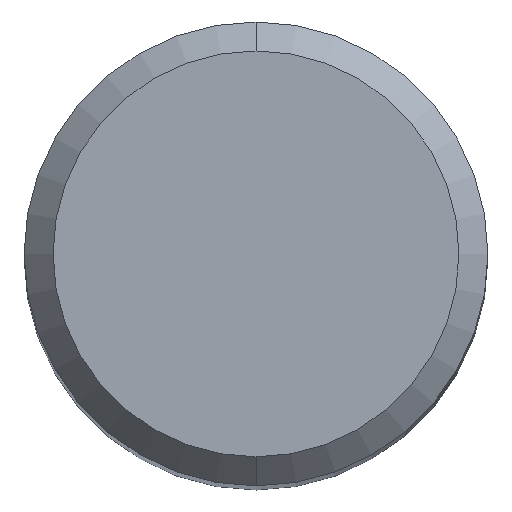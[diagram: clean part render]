
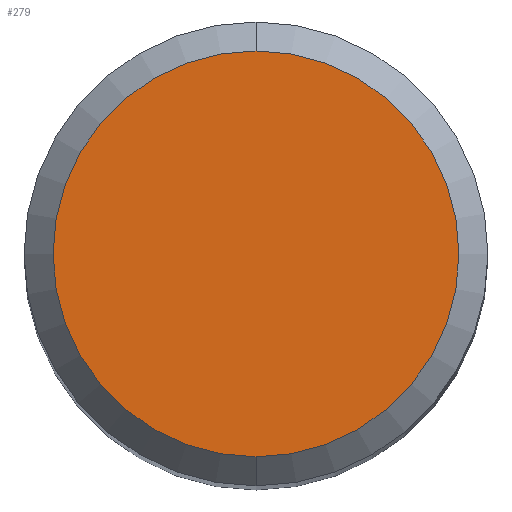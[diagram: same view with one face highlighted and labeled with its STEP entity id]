
A CAD part, top view. The second image highlights one B-rep face of the part: STEP entity #279.
In plain terms, the highlighted planar face has unit normal (0, 0, 1).
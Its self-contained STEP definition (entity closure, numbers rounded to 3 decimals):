
#239=EDGE_CURVE('',#281,#429,#628,.T.);
#279=ADVANCED_FACE('',(#674),#675,.T.);
#281=VERTEX_POINT('',#677);
#429=VERTEX_POINT('',#840);
#571=EDGE_CURVE('',#429,#281,#997,.T.);
#628=CIRCLE('',#1065,2.8);
#674=FACE_OUTER_BOUND('',#1126,.T.);
#675=PLANE('',#1127);
#677=CARTESIAN_POINT('',(0.,-2.8,0.0));
#840=CARTESIAN_POINT('',(0.0,2.8,0.0));
#997=CIRCLE('',#1750,2.8);
#1065=AXIS2_PLACEMENT_3D('',#1798,#1799,#1800);
#1126=EDGE_LOOP('',(#1860,#1861));
#1127=AXIS2_PLACEMENT_3D('',#1862,#1863,#1864);
#1750=AXIS2_PLACEMENT_3D('',#2224,#2225,#2226);
#1798=CARTESIAN_POINT('',(0.0,0.0,0.0));
#1799=DIRECTION('',(0.0,0.0,-1.0));
#1800=DIRECTION('',(0.0,1.0,0.0));
#1860=ORIENTED_EDGE('',*,*,#571,.F.);
#1861=ORIENTED_EDGE('',*,*,#239,.F.);
#1862=CARTESIAN_POINT('',(0.0,1.4,0.0));
#1863=DIRECTION('',(-0.0,0.0,1.0));
#1864=DIRECTION('',(0.0,-1.0,0.0));
#2224=CARTESIAN_POINT('',(0.0,0.0,0.0));
#2225=DIRECTION('',(0.0,0.0,-1.0));
#2226=DIRECTION('',(0.0,1.0,0.0));
